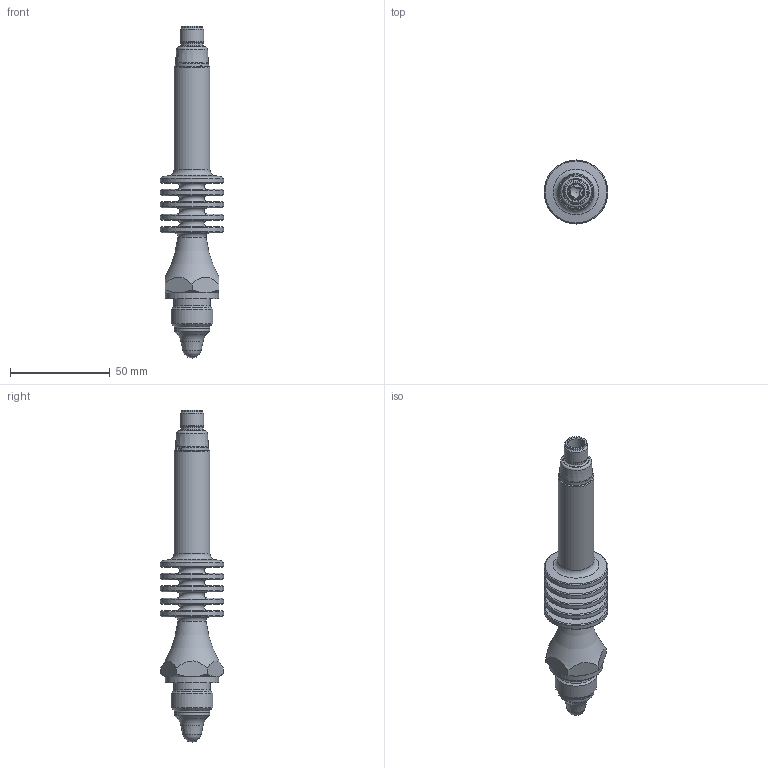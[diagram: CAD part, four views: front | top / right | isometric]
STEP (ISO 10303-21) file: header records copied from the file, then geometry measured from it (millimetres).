
FILE_DESCRIPTION( ( 'Unknown' ), '1' );
FILE_NAME( 'LBFS-x1Exx.x.stp', 'Unknown', ( 'Unknown' ), ( 'Unknown' ), 'PSStep 15.0.49', 'Unknown', ' ' );
FILE_SCHEMA( ( 'AUTOMOTIVE_DESIGN { 1 0 10303 214 1 1 1 1 }' ) );
Length unit declared in the file: millimetre
Products named in the file (1): 11142628 02
Bounding box: 32 x 32 x 166.21 mm (x, y, z)
Volume: 32184.3 mm3; surface area: 24090.4 mm2
Topology: 1 solids, 2 shells, 371 faces, 944 edges, 593 vertices
Faces by surface type: cylinder 121, plane 120, torus 53, cone 51, bspline 24, sphere 2
Full cylindrical faces by diameter (mm): 8 x1, 8.2 x1, 8.3 x1, 10 x1, 10.6 x1, 11 x1, 12 x1, 12.6 x1, 12.9 x1, 12.917 x1, 13 x1, 14.85 x1, 15 x1, 15.15 x1, 15.45 x1, 15.5 x2, 16.5 x1, 18 x3, 18.4 x1, 20.955 x1, 24 x1, 26.9 x1, 32 x5
Entity records: 17081 total; most frequent: CARTESIAN_POINT 5865, DIRECTION 1704, ORIENTED_EDGE 1648, EDGE_CURVE 824, AXIS2_PLACEMENT_3D 704, VERTEX_POINT 556, EDGE_LOOP 474, FACE_OUTER_BOUND 421
